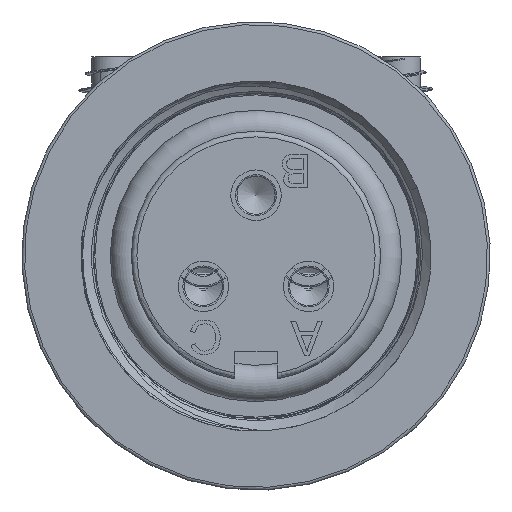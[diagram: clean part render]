
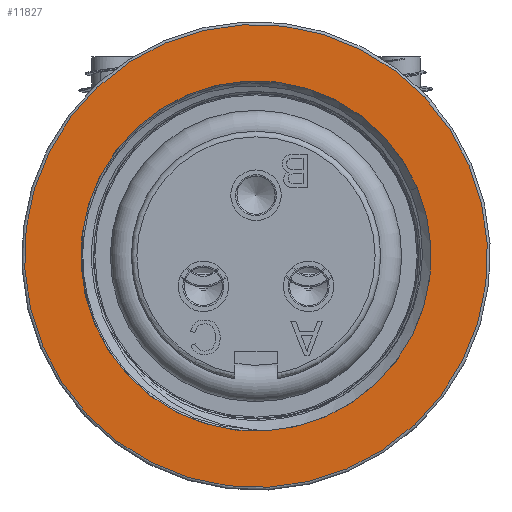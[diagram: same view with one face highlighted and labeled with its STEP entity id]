
A CAD part, front view. The second image highlights one B-rep face of the part: STEP entity #11827.
In plain terms, the highlighted planar face has unit normal (0, -1, 0).
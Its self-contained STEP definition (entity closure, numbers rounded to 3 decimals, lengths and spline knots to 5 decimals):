
#328=FACE_BOUND('',#2011,.T.);
#473=PLANE('',#13213);
#1230=FACE_OUTER_BOUND('',#2010,.T.);
#2010=EDGE_LOOP('',(#9999,#10000));
#2011=EDGE_LOOP('',(#10001,#10002));
#2573=CIRCLE('',#12824,0.3125);
#2574=CIRCLE('',#12825,0.3125);
#2830=CIRCLE('',#13204,0.413);
#2834=CIRCLE('',#13208,0.413);
#5102=VERTEX_POINT('',#29844);
#5103=VERTEX_POINT('',#29846);
#5365=VERTEX_POINT('',#35460);
#5366=VERTEX_POINT('',#35461);
#6534=EDGE_CURVE('',#5103,#5102,#2573,.T.);
#6535=EDGE_CURVE('',#5102,#5103,#2574,.T.);
#6975=EDGE_CURVE('',#5365,#5366,#2830,.T.);
#6979=EDGE_CURVE('',#5366,#5365,#2834,.T.);
#9999=ORIENTED_EDGE('',*,*,#6975,.F.);
#10000=ORIENTED_EDGE('',*,*,#6979,.F.);
#10001=ORIENTED_EDGE('',*,*,#6534,.T.);
#10002=ORIENTED_EDGE('',*,*,#6535,.T.);
#11827=ADVANCED_FACE('',(#1230,#328),#473,.F.);
#12824=AXIS2_PLACEMENT_3D('',#29847,#15102,#15103);
#12825=AXIS2_PLACEMENT_3D('',#29848,#15104,#15105);
#13204=AXIS2_PLACEMENT_3D('',#35462,#15945,#15946);
#13208=AXIS2_PLACEMENT_3D('',#35468,#15953,#15954);
#13213=AXIS2_PLACEMENT_3D('',#35477,#15964,#15965);
#15102=DIRECTION('center_axis',(0.,1.,0.));
#15103=DIRECTION('ref_axis',(0.,0.,1.));
#15104=DIRECTION('center_axis',(0.,1.,0.));
#15105=DIRECTION('ref_axis',(0.,0.,1.));
#15945=DIRECTION('center_axis',(0.,1.,0.));
#15946=DIRECTION('ref_axis',(1.,0.,0.));
#15953=DIRECTION('center_axis',(0.,1.,0.));
#15954=DIRECTION('ref_axis',(1.,0.,0.));
#15964=DIRECTION('center_axis',(0.,1.,0.));
#15965=DIRECTION('ref_axis',(0.,0.,1.));
#29844=CARTESIAN_POINT('',(0.,0.,-0.3125));
#29846=CARTESIAN_POINT('',(0.,0.,0.3125));
#29847=CARTESIAN_POINT('Origin',(0.,0.,0.));
#29848=CARTESIAN_POINT('Origin',(0.,0.,0.));
#35460=CARTESIAN_POINT('',(-0.413,0.,0.));
#35461=CARTESIAN_POINT('',(0.,0.,0.413));
#35462=CARTESIAN_POINT('Origin',(0.,0.,0.));
#35468=CARTESIAN_POINT('Origin',(0.,0.,0.));
#35477=CARTESIAN_POINT('Origin',(0.,0.,0.));
